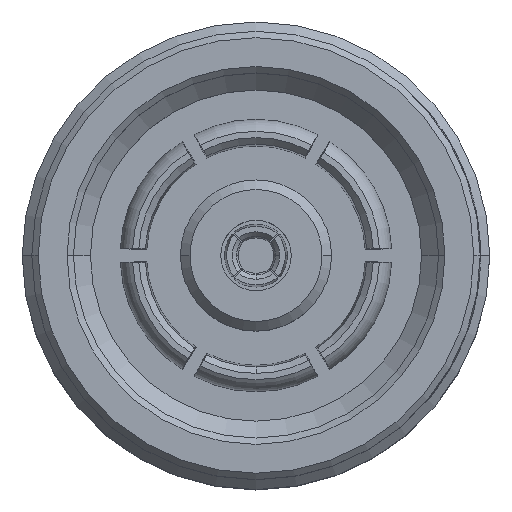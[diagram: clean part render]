
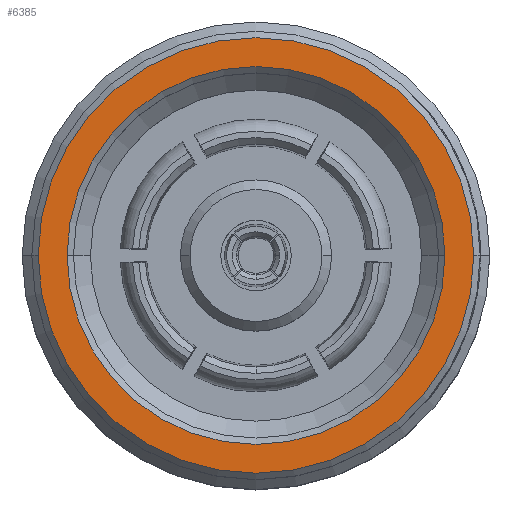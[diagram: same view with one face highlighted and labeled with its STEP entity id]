
A CAD part, top view. The second image highlights one B-rep face of the part: STEP entity #6385.
In plain terms, the highlighted planar face has unit normal (0, 0, 1).
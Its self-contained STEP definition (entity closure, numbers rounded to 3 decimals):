
#970 = DIRECTION ( 'NONE',  ( -1., 0., 0. ) ) ;
#2137 = CIRCLE ( 'NONE', #15131, 6.8 ) ;
#2563 = VERTEX_POINT ( 'NONE', #8565 ) ;
#2605 = CARTESIAN_POINT ( 'NONE',  ( 0., 0., 0.85 ) ) ;
#2861 = ORIENTED_EDGE ( 'NONE', *, *, #8735, .T. ) ;
#3506 = CARTESIAN_POINT ( 'NONE',  ( 0., 0., 0.85 ) ) ;
#3747 = ORIENTED_EDGE ( 'NONE', *, *, #7743, .T. ) ;
#3864 = CARTESIAN_POINT ( 'NONE',  ( 0., 0., 0.85 ) ) ;
#3868 = DIRECTION ( 'NONE',  ( -1., 0., 0. ) ) ;
#3971 = CIRCLE ( 'NONE', #4483, 5.9 ) ;
#4108 = EDGE_CURVE ( 'NONE', #6033, #2563, #2137, .T. ) ;
#4211 = CARTESIAN_POINT ( 'NONE',  ( 5.9, 0., 0.85 ) ) ;
#4483 = AXIS2_PLACEMENT_3D ( 'NONE', #3506, #12453, #4786 ) ;
#4786 = DIRECTION ( 'NONE',  ( -1., 0., 0. ) ) ;
#5146 = DIRECTION ( 'NONE',  ( -1., 0., 0. ) ) ;
#5149 = VERTEX_POINT ( 'NONE', #13305 ) ;
#5559 = ORIENTED_EDGE ( 'NONE', *, *, #11804, .T. ) ;
#5756 = CARTESIAN_POINT ( 'NONE',  ( 0., 0., 0.85 ) ) ;
#6033 = VERTEX_POINT ( 'NONE', #12229 ) ;
#6385 = ADVANCED_FACE ( 'NONE', ( #10389, #13739 ), #13655, .F. ) ;
#7060 = DIRECTION ( 'NONE',  ( -1., 0., 0. ) ) ;
#7457 = VERTEX_POINT ( 'NONE', #4211 ) ;
#7743 = EDGE_CURVE ( 'NONE', #2563, #6033, #14931, .T. ) ;
#8137 = CIRCLE ( 'NONE', #10457, 5.9 ) ;
#8565 = CARTESIAN_POINT ( 'NONE',  ( 6.8, 0., 0.85 ) ) ;
#8649 = DIRECTION ( 'NONE',  ( 0., 0., -1. ) ) ;
#8735 = EDGE_CURVE ( 'NONE', #7457, #5149, #8137, .T. ) ;
#9073 = AXIS2_PLACEMENT_3D ( 'NONE', #16288, #8649, #970 ) ;
#10389 = FACE_OUTER_BOUND ( 'NONE', #13409, .T. ) ;
#10457 = AXIS2_PLACEMENT_3D ( 'NONE', #3864, #12817, #5146 ) ;
#11021 = ORIENTED_EDGE ( 'NONE', *, *, #4108, .T. ) ;
#11057 = EDGE_LOOP ( 'NONE', ( #2861, #5559 ) ) ;
#11555 = DIRECTION ( 'NONE',  ( 0., 0., 1. ) ) ;
#11804 = EDGE_CURVE ( 'NONE', #5149, #7457, #3971, .T. ) ;
#11964 = AXIS2_PLACEMENT_3D ( 'NONE', #2605, #11555, #3868 ) ;
#12229 = CARTESIAN_POINT ( 'NONE',  ( -6.8, 0., 0.85 ) ) ;
#12453 = DIRECTION ( 'NONE',  ( 0., 0., -1. ) ) ;
#12817 = DIRECTION ( 'NONE',  ( 0., 0., -1. ) ) ;
#13305 = CARTESIAN_POINT ( 'NONE',  ( -5.9, 0., 0.85 ) ) ;
#13409 = EDGE_LOOP ( 'NONE', ( #11021, #3747 ) ) ;
#13655 = PLANE ( 'NONE',  #9073 ) ;
#13739 = FACE_BOUND ( 'NONE', #11057, .T. ) ;
#14689 = DIRECTION ( 'NONE',  ( 0., 0., 1. ) ) ;
#14931 = CIRCLE ( 'NONE', #11964, 6.8 ) ;
#15131 = AXIS2_PLACEMENT_3D ( 'NONE', #5756, #14689, #7060 ) ;
#16288 = CARTESIAN_POINT ( 'NONE',  ( 0., 0., 0.85 ) ) ;
